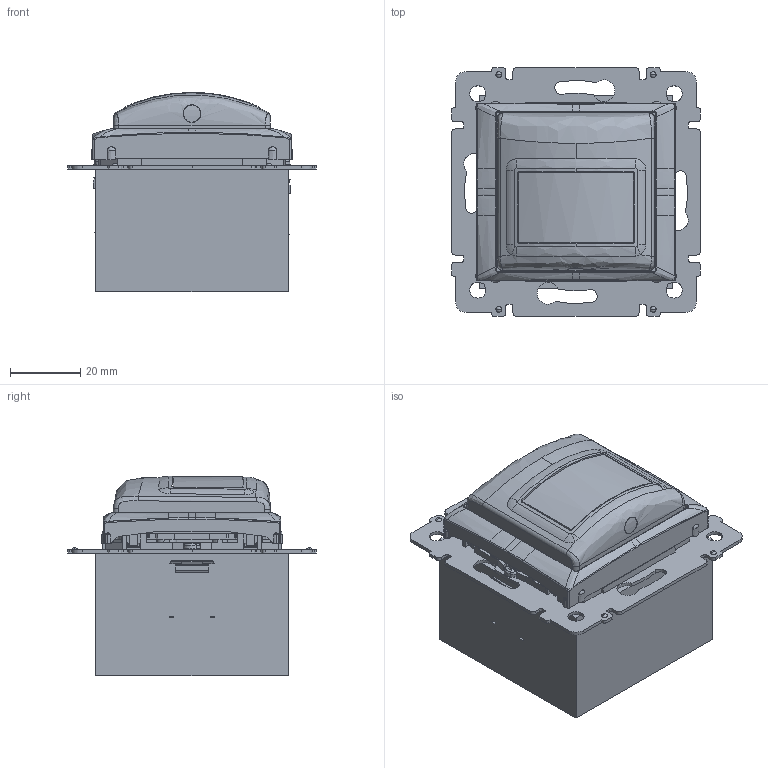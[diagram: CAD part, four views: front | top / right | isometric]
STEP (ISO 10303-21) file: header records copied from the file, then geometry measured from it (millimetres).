
FILE_DESCRIPTION(('CATIA V5 STEP Exchange','CAx-IF Rec.Pracs.--- Model Styling and Organization---1.4--- 2014-01-23'),'2;1');
FILE_NAME('774169_AllCATPart.stp','2020-02-28T14:08:12+00:00',('none'),('none'),'CATIA Version 5-6 Release 2017 SP3','CATIA V5 STEP AP214','none');
FILE_SCHEMA(('AUTOMOTIVE_DESIGN { 1 0 10303 214 1 1 1 1 }'));
Products named in the file (1): 774169_AllCATPart
Bounding box: 71 x 71 x 56.87 mm (x, y, z)
Volume: 113867.7 mm3; surface area: 51983.3 mm2
Topology: 3 solids, 14 shells, 5779 faces, 16956 edges, 11188 vertices
Faces by surface type: plane 4243, cylinder 795, bspline 462, cone 155, sphere 72, torus 52
Entity records: 223308 total; most frequent: CARTESIAN_POINT 95053, ORIENTED_EDGE 33834, EDGE_CURVE 16918, DIRECTION 15474, VERTEX_POINT 11188, B_SPLINE_CURVE_WITH_KNOTS 11038, EDGE_LOOP 6125, ADVANCED_FACE 5779
